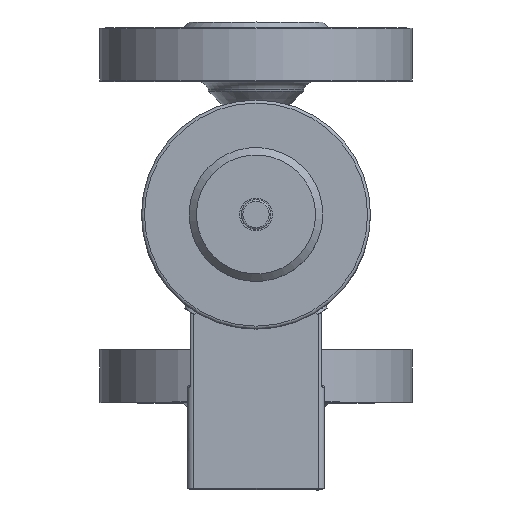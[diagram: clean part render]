
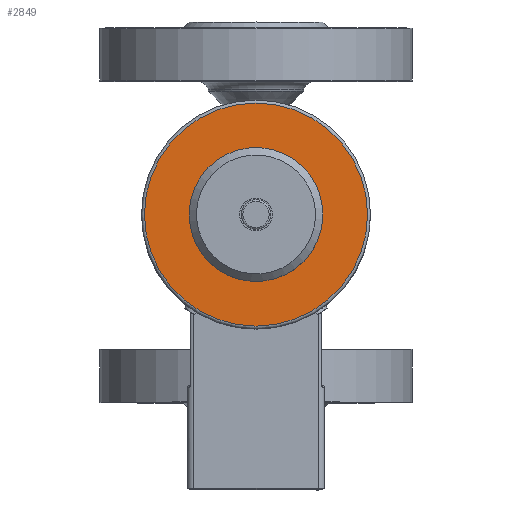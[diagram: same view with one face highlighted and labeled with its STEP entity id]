
A CAD part, top view. The second image highlights one B-rep face of the part: STEP entity #2849.
In plain terms, the highlighted planar face has unit normal (0, 0, 1).
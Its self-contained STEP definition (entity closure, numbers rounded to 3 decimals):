
#507=PLANE('',#3141);
#545=FACE_BOUND('',#935,.T.);
#732=FACE_OUTER_BOUND('',#934,.T.);
#934=EDGE_LOOP('',(#2434));
#935=EDGE_LOOP('',(#2435));
#1171=CIRCLE('',#3142,37.5);
#1172=CIRCLE('',#3143,22.5);
#1421=VERTEX_POINT('',#5070);
#1422=VERTEX_POINT('',#5072);
#1791=EDGE_CURVE('',#1421,#1421,#1171,.T.);
#1792=EDGE_CURVE('',#1422,#1422,#1172,.T.);
#2434=ORIENTED_EDGE('',*,*,#1791,.F.);
#2435=ORIENTED_EDGE('',*,*,#1792,.T.);
#2849=ADVANCED_FACE('',(#732,#545),#507,.T.);
#3141=AXIS2_PLACEMENT_3D('',#5069,#3865,#3866);
#3142=AXIS2_PLACEMENT_3D('',#5071,#3867,#3868);
#3143=AXIS2_PLACEMENT_3D('',#5073,#3869,#3870);
#3865=DIRECTION('center_axis',(0.,0.,
1.));
#3866=DIRECTION('ref_axis',(1.,0.,0.));
#3867=DIRECTION('center_axis',(0.,0.,
-1.));
#3868=DIRECTION('ref_axis',(1.,0.,0.));
#3869=DIRECTION('center_axis',(0.,0.,
-1.));
#3870=DIRECTION('ref_axis',(0.273,-0.962,0.));
#5069=CARTESIAN_POINT('Origin',(0.,0.,
168.5));
#5070=CARTESIAN_POINT('',(-37.5,0.,168.5));
#5071=CARTESIAN_POINT('Origin',(0.,0.,
168.5));
#5072=CARTESIAN_POINT('',(6.148,-21.644,168.5));
#5073=CARTESIAN_POINT('Origin',(0.,0.,
168.5));
